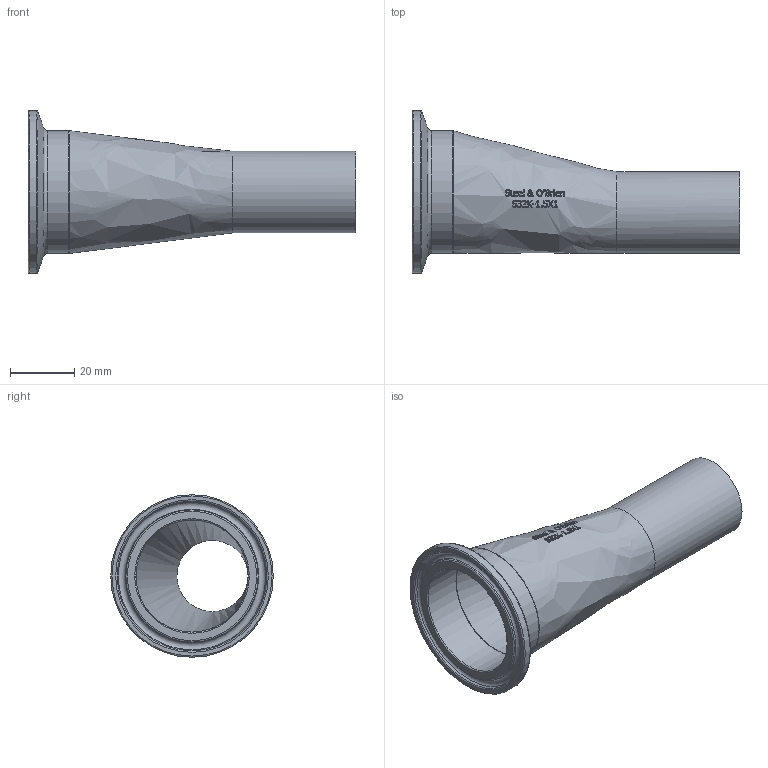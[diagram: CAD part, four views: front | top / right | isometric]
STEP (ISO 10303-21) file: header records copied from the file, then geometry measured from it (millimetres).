
FILE_DESCRIPTION(/* description */ (''),/* implementation_level */ '2;1');
FILE_NAME(/* name */ 'S32K-15X1.stp',/* time_stamp */ '2018-11-28T10:03:04-05:00',/* author */ ('rick'),/* organization */ (''),/* preprocessor_version */ 'ST-DEVELOPER v15.2',/* originating_system */ 'Autodesk Inventor 2014',/* authorisation */ '');
FILE_SCHEMA (('AUTOMOTIVE_DESIGN { 1 0 10303 214 3 1 1 }'));
Length unit declared in the file: inch
Products named in the file (1): S32K-15X1
Bounding box: 101.6 x 50.39 x 50.39 mm (x, y, z)
Volume: 17895.7 mm3; surface area: 20438.8 mm2
Topology: 1 solids, 1 shells, 393 faces, 1060 edges, 704 vertices
Faces by surface type: bspline 214, plane 162, torus 9, cylinder 5, cone 3
Full cylindrical faces by diameter (mm): 22.098 x1, 25.4 x1, 34.798 x1, 38.1 x1, 50.394 x1
Entity records: 15781 total; most frequent: CARTESIAN_POINT 7627, ORIENTED_EDGE 2082, EDGE_CURVE 1041, DIRECTION 938, VERTEX_POINT 702, B_SPLINE_CURVE_WITH_KNOTS 519, EDGE_LOOP 447, ADVANCED_FACE 393
